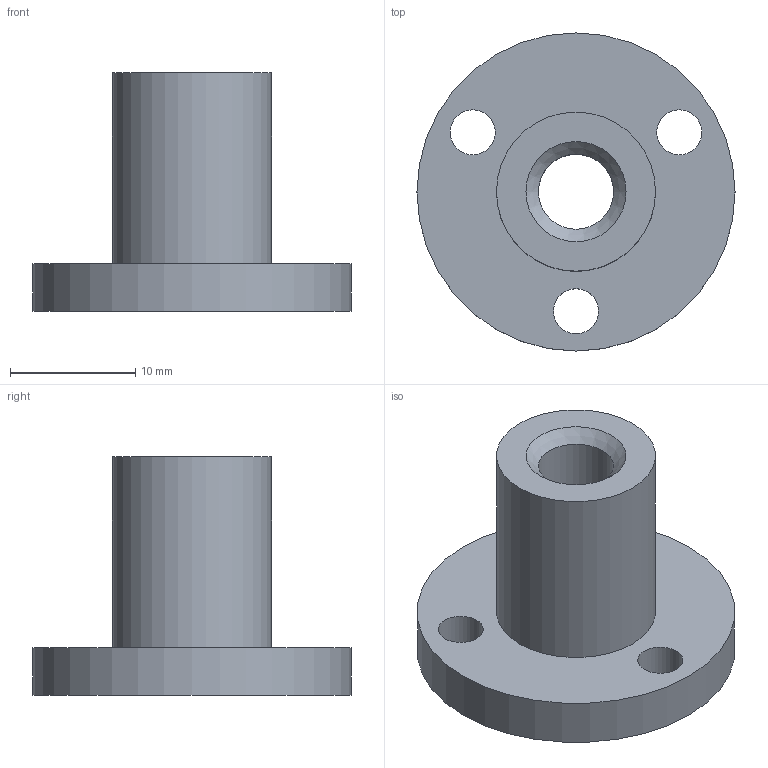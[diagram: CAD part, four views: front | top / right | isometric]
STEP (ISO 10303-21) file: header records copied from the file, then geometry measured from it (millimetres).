
FILE_DESCRIPTION(/* description */ (''),/* implementation_level */ '2;1');
FILE_NAME(/* name */ 'LSNUT-AAAE-UKGI.stp',/* time_stamp */ '2018-04-12T11:33:41+08:00',/* author */ ('Michael.liu'),/* organization */ (''),/* preprocessor_version */ 'ST-DEVELOPER v16.13',/* originating_system */ 'Autodesk Inventor 2018',/* authorisation */ '');
FILE_SCHEMA (('AUTOMOTIVE_DESIGN { 1 0 10303 214 3 1 1 }'));
Length unit declared in the file: millimetre
Products named in the file (1): LSNUT-AAAE-TJCA
Bounding box: 25.4 x 25.4 x 19.05 mm (x, y, z)
Volume: 3185.2 mm3; surface area: 2276.7 mm2
Topology: 1 solids, 1 shells, 11 faces, 22 edges, 14 vertices
Faces by surface type: cylinder 6, plane 3, cone 2
Full cylindrical faces by diameter (mm): 3.6 x3, 6 x1, 12.7 x1, 25.4 x1
Entity records: 309 total; most frequent: DIRECTION 52, CARTESIAN_POINT 40, EDGE_LOOP 28, ORIENTED_EDGE 28, AXIS2_PLACEMENT_3D 26, FACE_BOUND 17, CIRCLE 14, VERTEX_POINT 14
